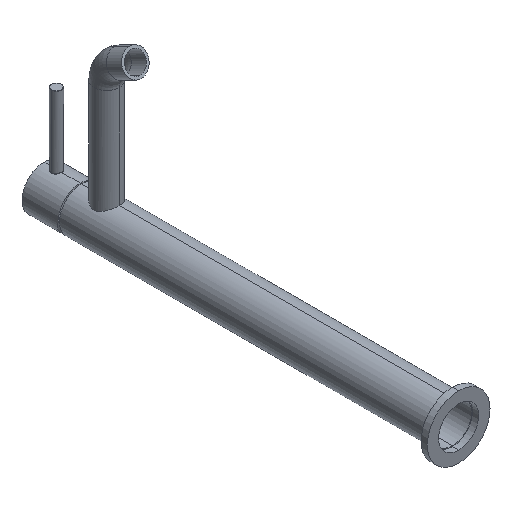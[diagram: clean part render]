
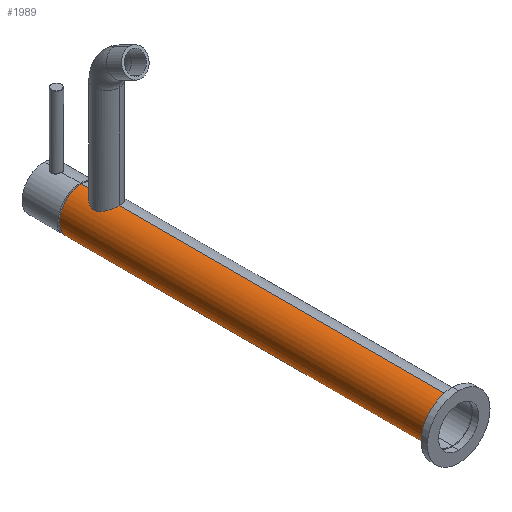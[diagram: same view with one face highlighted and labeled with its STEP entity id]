
A CAD part, isometric view. The second image highlights one B-rep face of the part: STEP entity #1989.
In plain terms, the highlighted cylindrical face has radius 17.5 mm (diameter 35 mm), a partial arc.
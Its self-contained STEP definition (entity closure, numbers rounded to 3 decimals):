
#6 = CARTESIAN_POINT ( 'NONE',  ( -2.634, 285.653, 17.304 ) ) ;
#11 = ORIENTED_EDGE ( 'NONE', *, *, #281, .T. ) ;
#17 = CARTESIAN_POINT ( 'NONE',  ( -6.625, 283.518, 16.205 ) ) ;
#53 = CARTESIAN_POINT ( 'NONE',  ( -3.585, 266.659, 17.132 ) ) ;
#69 = CARTESIAN_POINT ( 'NONE',  ( -2.315, 266.266, 17.349 ) ) ;
#99 = DIRECTION ( 'NONE',  ( 0., -1., 0. ) ) ;
#152 = CARTESIAN_POINT ( 'NONE',  ( -8.474, 281.319, 15.313 ) ) ;
#174 = CARTESIAN_POINT ( 'NONE',  ( -9.734, 278.313, 14.543 ) ) ;
#208 = CARTESIAN_POINT ( 'NONE',  ( 0., 296., 17.5 ) ) ;
#214 = VECTOR ( 'NONE', #99, 1000. ) ;
#228 = CARTESIAN_POINT ( 'NONE',  ( -4.49, 267.041, 16.925 ) ) ;
#281 = EDGE_CURVE ( 'NONE', #2227, #670, #361, .T. ) ;
#336 = CIRCLE ( 'NONE', #1700, 17.5 ) ;
#342 = CARTESIAN_POINT ( 'NONE',  ( -10., 276.674, 14.361 ) ) ;
#345 = DIRECTION ( 'NONE',  ( 0., 0., 1. ) ) ;
#361 = B_SPLINE_CURVE_WITH_KNOTS ( 'NONE', 3,
 ( #1525, #1169, #596, #69, #623, #2272, #53, #228, #967, #1710, #2288, #1721, #1339, #2082, #414, #1903, #796, #611, #1353, #1315, #2378, #1443, #742, #2247, #1302, #342, #519, #174, #1261, #1094, #1838, #2009, #917, #555, #152, #2043, #1470, #17, #904, #570, #2193, #1082, #730, #6, #715, #1827, #941, #1648 ),
 .UNSPECIFIED., .F., .F.,
 ( 4, 2, 2, 2, 2, 2, 2, 2, 2, 2, 2, 2, 2, 2, 2, 2, 2, 2, 2, 2, 2, 2, 2, 4 ),
 ( 0., 0.002, 0.003, 0.004, 0.006, 0.007, 0.008, 0.009, 0.01, 0.012, 0.013, 0.014, 0.016, 0.018, 0.019, 0.02, 0.021, 0.022, 0.024, 0.026, 0.028, 0.029, 0.03, 0.032 ),
 .UNSPECIFIED. ) ;
#386 = CARTESIAN_POINT ( 'NONE',  ( 0., 266., 17.5 ) ) ;
#408 = CARTESIAN_POINT ( 'NONE',  ( 0., 296., -17.5 ) ) ;
#414 = CARTESIAN_POINT ( 'NONE',  ( -7.521, 269.402, 15.803 ) ) ;
#454 = EDGE_CURVE ( 'NONE', #1754, #1830, #1890, .T. ) ;
#519 = CARTESIAN_POINT ( 'NONE',  ( -9.932, 277.337, 14.409 ) ) ;
#555 = CARTESIAN_POINT ( 'NONE',  ( -8.643, 281.04, 15.218 ) ) ;
#570 = CARTESIAN_POINT ( 'NONE',  ( -5.056, 284.651, 16.763 ) ) ;
#596 = CARTESIAN_POINT ( 'NONE',  ( -1.34, 266.068, 17.461 ) ) ;
#611 = CARTESIAN_POINT ( 'NONE',  ( -8.659, 270.957, 15.213 ) ) ;
#623 = CARTESIAN_POINT ( 'NONE',  ( -2.637, 266.348, 17.303 ) ) ;
#649 = DIRECTION ( 'NONE',  ( 0., 0., -1. ) ) ;
#670 = VERTEX_POINT ( 'NONE', #2287 ) ;
#715 = CARTESIAN_POINT ( 'NONE',  ( -2.313, 285.734, 17.35 ) ) ;
#730 = CARTESIAN_POINT ( 'NONE',  ( -3.267, 285.457, 17.195 ) ) ;
#742 = CARTESIAN_POINT ( 'NONE',  ( -9.733, 273.68, 14.544 ) ) ;
#762 = ORIENTED_EDGE ( 'NONE', *, *, #1170, .F. ) ;
#796 = CARTESIAN_POINT ( 'NONE',  ( -8.122, 270.157, 15.502 ) ) ;
#797 = DIRECTION ( 'NONE',  ( 0., -1., 0. ) ) ;
#831 = EDGE_CURVE ( 'NONE', #861, #1530, #336, .T. ) ;
#835 = CYLINDRICAL_SURFACE ( 'NONE', #1614, 17.5 ) ;
#861 = VERTEX_POINT ( 'NONE', #1286 ) ;
#904 = CARTESIAN_POINT ( 'NONE',  ( -6.122, 283.933, 16.404 ) ) ;
#917 = CARTESIAN_POINT ( 'NONE',  ( -8.951, 280.471, 15.039 ) ) ;
#941 = CARTESIAN_POINT ( 'NONE',  ( -0.678, 286., 17.5 ) ) ;
#967 = CARTESIAN_POINT ( 'NONE',  ( -5.06, 267.35, 16.762 ) ) ;
#1079 = CARTESIAN_POINT ( 'NONE',  ( 0., 0., 17.5 ) ) ;
#1082 = CARTESIAN_POINT ( 'NONE',  ( -3.582, 285.342, 17.132 ) ) ;
#1094 = CARTESIAN_POINT ( 'NONE',  ( -9.456, 279.27, 14.726 ) ) ;
#1169 = CARTESIAN_POINT ( 'NONE',  ( -0.677, 266., 17.5 ) ) ;
#1170 = EDGE_CURVE ( 'NONE', #2227, #1530, #1538, .T. ) ;
#1224 = CARTESIAN_POINT ( 'NONE',  ( 0., 296., 17.5 ) ) ;
#1226 = VECTOR ( 'NONE', #2102, 1000. ) ;
#1261 = CARTESIAN_POINT ( 'NONE',  ( -9.652, 278.637, 14.598 ) ) ;
#1266 = CARTESIAN_POINT ( 'NONE',  ( 0., 296., 0. ) ) ;
#1286 = CARTESIAN_POINT ( 'NONE',  ( 0., 0., -17.5 ) ) ;
#1302 = CARTESIAN_POINT ( 'NONE',  ( -10., 275.32, 14.362 ) ) ;
#1315 = CARTESIAN_POINT ( 'NONE',  ( -9.341, 272.416, 14.799 ) ) ;
#1339 = CARTESIAN_POINT ( 'NONE',  ( -6.856, 268.714, 16.103 ) ) ;
#1353 = CARTESIAN_POINT ( 'NONE',  ( -8.964, 271.52, 15.033 ) ) ;
#1362 = EDGE_CURVE ( 'NONE', #1830, #670, #1576, .T. ) ;
#1443 = CARTESIAN_POINT ( 'NONE',  ( -9.65, 273.357, 14.599 ) ) ;
#1470 = CARTESIAN_POINT ( 'NONE',  ( -7.529, 282.613, 15.806 ) ) ;
#1518 = ORIENTED_EDGE ( 'NONE', *, *, #2311, .T. ) ;
#1525 = CARTESIAN_POINT ( 'NONE',  ( 0., 266., 17.5 ) ) ;
#1530 = VERTEX_POINT ( 'NONE', #1079 ) ;
#1536 = VECTOR ( 'NONE', #797, 1000. ) ;
#1538 = LINE ( 'NONE', #2285, #1226 ) ;
#1544 = AXIS2_PLACEMENT_3D ( 'NONE', #1266, #2011, #345 ) ;
#1576 = LINE ( 'NONE', #1224, #214 ) ;
#1595 = DIRECTION ( 'NONE',  ( 0., -1., 0. ) ) ;
#1614 = AXIS2_PLACEMENT_3D ( 'NONE', #2133, #1595, #649 ) ;
#1620 = ORIENTED_EDGE ( 'NONE', *, *, #454, .F. ) ;
#1648 = CARTESIAN_POINT ( 'NONE',  ( 0., 286., 17.5 ) ) ;
#1661 = DIRECTION ( 'NONE',  ( 0., 0., 1. ) ) ;
#1700 = AXIS2_PLACEMENT_3D ( 'NONE', #1864, #2408, #1661 ) ;
#1710 = CARTESIAN_POINT ( 'NONE',  ( -5.867, 267.896, 16.49 ) ) ;
#1721 = CARTESIAN_POINT ( 'NONE',  ( -6.621, 268.499, 16.201 ) ) ;
#1754 = VERTEX_POINT ( 'NONE', #408 ) ;
#1795 = FACE_OUTER_BOUND ( 'NONE', #1818, .T. ) ;
#1818 = EDGE_LOOP ( 'NONE', ( #2059, #1620, #1518, #2137, #762, #11 ) ) ;
#1827 = CARTESIAN_POINT ( 'NONE',  ( -1.341, 285.932, 17.461 ) ) ;
#1830 = VERTEX_POINT ( 'NONE', #208 ) ;
#1838 = CARTESIAN_POINT ( 'NONE',  ( -9.344, 279.578, 14.798 ) ) ;
#1864 = CARTESIAN_POINT ( 'NONE',  ( 0., 0., 0. ) ) ;
#1890 = CIRCLE ( 'NONE', #1544, 17.5 ) ;
#1894 = LINE ( 'NONE', #2048, #1536 ) ;
#1903 = CARTESIAN_POINT ( 'NONE',  ( -7.928, 269.897, 15.603 ) ) ;
#1989 = ADVANCED_FACE ( 'NONE', ( #1795 ), #835, .T. ) ;
#2009 = CARTESIAN_POINT ( 'NONE',  ( -9.091, 280.178, 14.954 ) ) ;
#2011 = DIRECTION ( 'NONE',  ( 0., 1., 0. ) ) ;
#2043 = CARTESIAN_POINT ( 'NONE',  ( -7.934, 282.121, 15.603 ) ) ;
#2048 = CARTESIAN_POINT ( 'NONE',  ( 0., 296., -17.5 ) ) ;
#2059 = ORIENTED_EDGE ( 'NONE', *, *, #1362, .F. ) ;
#2082 = CARTESIAN_POINT ( 'NONE',  ( -7.307, 269.165, 15.904 ) ) ;
#2102 = DIRECTION ( 'NONE',  ( 0., -1., 0. ) ) ;
#2133 = CARTESIAN_POINT ( 'NONE',  ( 0., 296., 0. ) ) ;
#2137 = ORIENTED_EDGE ( 'NONE', *, *, #831, .T. ) ;
#2193 = CARTESIAN_POINT ( 'NONE',  ( -4.489, 284.96, 16.926 ) ) ;
#2227 = VERTEX_POINT ( 'NONE', #386 ) ;
#2247 = CARTESIAN_POINT ( 'NONE',  ( -9.931, 274.655, 14.41 ) ) ;
#2272 = CARTESIAN_POINT ( 'NONE',  ( -3.274, 266.545, 17.194 ) ) ;
#2285 = CARTESIAN_POINT ( 'NONE',  ( 0., 296., 17.5 ) ) ;
#2287 = CARTESIAN_POINT ( 'NONE',  ( 0., 286., 17.5 ) ) ;
#2288 = CARTESIAN_POINT ( 'NONE',  ( -6.126, 268.09, 16.395 ) ) ;
#2311 = EDGE_CURVE ( 'NONE', #1754, #861, #1894, .T. ) ;
#2378 = CARTESIAN_POINT ( 'NONE',  ( -9.454, 272.724, 14.727 ) ) ;
#2408 = DIRECTION ( 'NONE',  ( 0., 1., 0. ) ) ;
